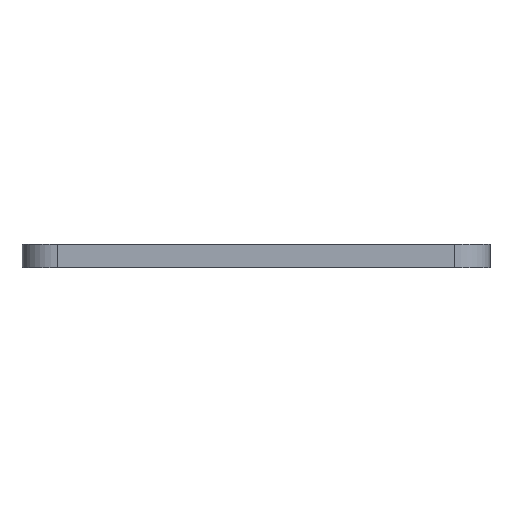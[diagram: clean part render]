
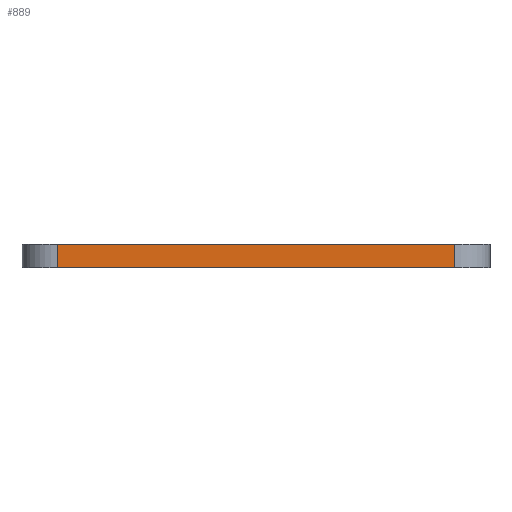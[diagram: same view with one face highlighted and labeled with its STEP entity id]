
A CAD part, left-side view. The second image highlights one B-rep face of the part: STEP entity #889.
In plain terms, the highlighted planar face has unit normal (-1, 0, 0).
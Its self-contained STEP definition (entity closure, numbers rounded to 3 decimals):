
#32 = ORIENTED_EDGE ( 'NONE', *, *, #158, .T. ) ;
#39 = EDGE_CURVE ( 'NONE', #561, #408, #478, .T. ) ;
#44 = FACE_OUTER_BOUND ( 'NONE', #934, .T. ) ;
#53 = CARTESIAN_POINT ( 'NONE',  ( -31.75, -26.95, 1.59 ) ) ;
#68 = DIRECTION ( 'NONE',  ( -1., 0., 0. ) ) ;
#83 = DIRECTION ( 'NONE',  ( 0., 1., 0. ) ) ;
#147 = CARTESIAN_POINT ( 'NONE',  ( -31.75, -26.95, 1.59 ) ) ;
#155 = CARTESIAN_POINT ( 'NONE',  ( -31.75, 0., 1.59 ) ) ;
#158 = EDGE_CURVE ( 'NONE', #834, #375, #654, .T. ) ;
#163 = ORIENTED_EDGE ( 'NONE', *, *, #39, .F. ) ;
#191 = AXIS2_PLACEMENT_3D ( 'NONE', #155, #68, #529 ) ;
#207 = DIRECTION ( 'NONE',  ( 0., 0., 1. ) ) ;
#231 = CARTESIAN_POINT ( 'NONE',  ( -31.75, 0., 1.59 ) ) ;
#296 = VECTOR ( 'NONE', #207, 1000. ) ;
#375 = VERTEX_POINT ( 'NONE', #736 ) ;
#408 = VERTEX_POINT ( 'NONE', #661 ) ;
#423 = VECTOR ( 'NONE', #459, 1000. ) ;
#437 = EDGE_CURVE ( 'NONE', #561, #834, #948, .T. ) ;
#459 = DIRECTION ( 'NONE',  ( 0., 1., 0. ) ) ;
#473 = VECTOR ( 'NONE', #700, 1000. ) ;
#478 = LINE ( 'NONE', #541, #839 ) ;
#526 = PLANE ( 'NONE',  #191 ) ;
#529 = DIRECTION ( 'NONE',  ( 0., 0., 1. ) ) ;
#541 = CARTESIAN_POINT ( 'NONE',  ( -31.75, 0., -1.59 ) ) ;
#561 = VERTEX_POINT ( 'NONE', #754 ) ;
#654 = LINE ( 'NONE', #231, #423 ) ;
#661 = CARTESIAN_POINT ( 'NONE',  ( -31.75, 26.95, -1.59 ) ) ;
#665 = ORIENTED_EDGE ( 'NONE', *, *, #843, .T. ) ;
#687 = CARTESIAN_POINT ( 'NONE',  ( -31.75, 26.95, 1.59 ) ) ;
#700 = DIRECTION ( 'NONE',  ( 0., 0., -1. ) ) ;
#736 = CARTESIAN_POINT ( 'NONE',  ( -31.75, 26.95, 1.59 ) ) ;
#754 = CARTESIAN_POINT ( 'NONE',  ( -31.75, -26.95, -1.59 ) ) ;
#834 = VERTEX_POINT ( 'NONE', #147 ) ;
#839 = VECTOR ( 'NONE', #83, 1000. ) ;
#843 = EDGE_CURVE ( 'NONE', #375, #408, #885, .T. ) ;
#885 = LINE ( 'NONE', #687, #473 ) ;
#889 = ADVANCED_FACE ( 'NONE', ( #44 ), #526, .T. ) ;
#934 = EDGE_LOOP ( 'NONE', ( #163, #947, #32, #665 ) ) ;
#947 = ORIENTED_EDGE ( 'NONE', *, *, #437, .T. ) ;
#948 = LINE ( 'NONE', #53, #296 ) ;
